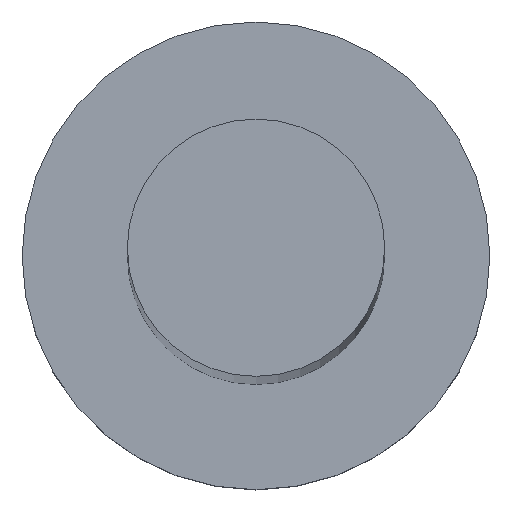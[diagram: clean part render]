
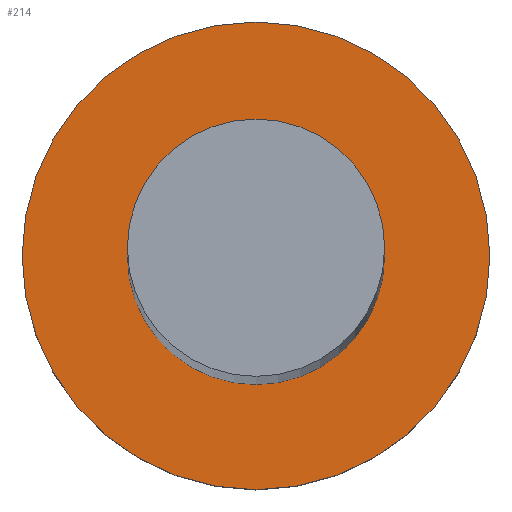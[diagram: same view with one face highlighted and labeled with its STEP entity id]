
A CAD part, top view. The second image highlights one B-rep face of the part: STEP entity #214.
In plain terms, the highlighted planar face has unit normal (0, 0, 1).
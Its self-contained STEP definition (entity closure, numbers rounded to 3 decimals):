
#16 = EDGE_CURVE ( 'NONE', #30, #62, #153, .T. ) ;
#17 = FACE_BOUND ( 'NONE', #148, .T. ) ;
#19 = DIRECTION ( 'NONE',  ( 0., 0., 1. ) ) ;
#30 = VERTEX_POINT ( 'NONE', #130 ) ;
#36 = CARTESIAN_POINT ( 'NONE',  ( 0., 0., 3. ) ) ;
#40 = CIRCLE ( 'NONE', #135, 5. ) ;
#47 = ORIENTED_EDGE ( 'NONE', *, *, #71, .F. ) ;
#50 = AXIS2_PLACEMENT_3D ( 'NONE', #228, #93, #176 ) ;
#52 = CARTESIAN_POINT ( 'NONE',  ( -2.75, 0., 3. ) ) ;
#62 = VERTEX_POINT ( 'NONE', #152 ) ;
#66 = DIRECTION ( 'NONE',  ( 0., 0., 1. ) ) ;
#68 = DIRECTION ( 'NONE',  ( 1., 0., 0. ) ) ;
#71 = EDGE_CURVE ( 'NONE', #133, #128, #163, .T. ) ;
#75 = DIRECTION ( 'NONE',  ( 1., 0., 0. ) ) ;
#80 = EDGE_CURVE ( 'NONE', #62, #30, #40, .T. ) ;
#93 = DIRECTION ( 'NONE',  ( 0., 0., 1. ) ) ;
#95 = DIRECTION ( 'NONE',  ( 1., 0., 0. ) ) ;
#105 = EDGE_LOOP ( 'NONE', ( #113, #191 ) ) ;
#110 = AXIS2_PLACEMENT_3D ( 'NONE', #137, #197, #213 ) ;
#113 = ORIENTED_EDGE ( 'NONE', *, *, #16, .T. ) ;
#117 = PLANE ( 'NONE',  #50 ) ;
#128 = VERTEX_POINT ( 'NONE', #52 ) ;
#130 = CARTESIAN_POINT ( 'NONE',  ( -5., 0., 3. ) ) ;
#133 = VERTEX_POINT ( 'NONE', #139 ) ;
#135 = AXIS2_PLACEMENT_3D ( 'NONE', #36, #194, #75 ) ;
#137 = CARTESIAN_POINT ( 'NONE',  ( 0., 0., 3. ) ) ;
#139 = CARTESIAN_POINT ( 'NONE',  ( 2.75, 0., 3. ) ) ;
#148 = EDGE_LOOP ( 'NONE', ( #187, #47 ) ) ;
#152 = CARTESIAN_POINT ( 'NONE',  ( 5., 0., 3. ) ) ;
#153 = CIRCLE ( 'NONE', #158, 5. ) ;
#155 = EDGE_CURVE ( 'NONE', #128, #133, #254, .T. ) ;
#157 = FACE_OUTER_BOUND ( 'NONE', #105, .T. ) ;
#158 = AXIS2_PLACEMENT_3D ( 'NONE', #245, #66, #68 ) ;
#163 = CIRCLE ( 'NONE', #244, 2.75 ) ;
#176 = DIRECTION ( 'NONE',  ( 1., 0., 0. ) ) ;
#187 = ORIENTED_EDGE ( 'NONE', *, *, #155, .F. ) ;
#191 = ORIENTED_EDGE ( 'NONE', *, *, #80, .T. ) ;
#194 = DIRECTION ( 'NONE',  ( 0., 0., 1. ) ) ;
#197 = DIRECTION ( 'NONE',  ( 0., 0., 1. ) ) ;
#213 = DIRECTION ( 'NONE',  ( 1., 0., 0. ) ) ;
#214 = ADVANCED_FACE ( 'NONE', ( #17, #157 ), #117, .T. ) ;
#223 = CARTESIAN_POINT ( 'NONE',  ( 0., 0., 3. ) ) ;
#228 = CARTESIAN_POINT ( 'NONE',  ( 0., 0., 3. ) ) ;
#244 = AXIS2_PLACEMENT_3D ( 'NONE', #223, #19, #95 ) ;
#245 = CARTESIAN_POINT ( 'NONE',  ( 0., 0., 3. ) ) ;
#254 = CIRCLE ( 'NONE', #110, 2.75 ) ;
